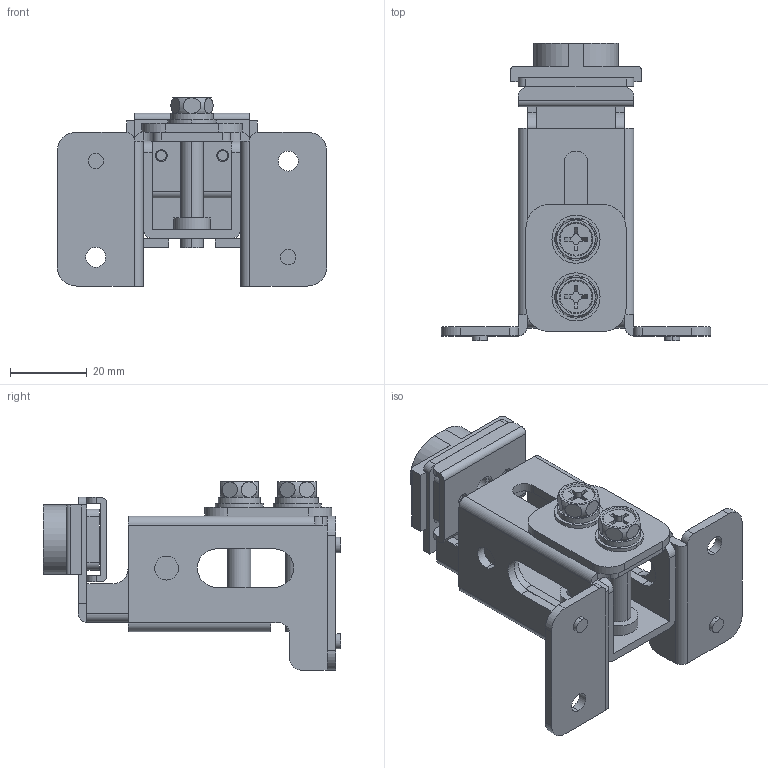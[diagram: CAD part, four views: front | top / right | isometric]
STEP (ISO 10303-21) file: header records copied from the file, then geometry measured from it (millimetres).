
FILE_DESCRIPTION (( 'STEP AP203' ), '1' );
FILE_NAME ('sone3D.STEP', '2015-01-09T05:59:50', ( '' ), ( '' ), 'SwSTEP 2.0', 'SolidWorks 2012', '' );
FILE_SCHEMA (( 'CONFIG_CONTROL_DESIGN' ));
Length unit declared in the file: millimetre
Products named in the file (11): B-76背板__B-76-4,14; B-76-11乣15僗儔僀僪僾儗乕僩__B-76-14; B-76儀乕僗__B-76-4,14; sone3D; B-76-11乣15僗僋儕儏僂僈僀僪_; B-76-11乣15僾儗乕僩僇僶乕_; B-76-11乣15僱僕僾儗乕僩_; 十字穴付六角ねじM6（平W・SW付）_首下35mm; 暯儚僢僔儍乕M6摿庩_冇12.5亊冇6亊t1.0; 僗僾儕儞僌儚僢僔儍乕M6_冇11亊冇6亊t1.6; 廫帤寠晅偒榋妏儃儖僩M6_M6亊35
Assembly tree (11 placements, depth 3):
  sone3D
    B-76儀乕僗__B-76-4,14
    B-76-11乣15僗儔僀僪僾儗乕僩__B-76-14
    B-76背板__B-76-4,14
    十字穴付六角ねじM6（平W・SW付）_首下35mm  x2
      廫帤寠晅偒榋妏儃儖僩M6_M6亊35
      僗僾儕儞僌儚僢僔儍乕M6_冇11亊冇6亊t1.6
      暯儚僢僔儍乕M6摿庩_冇12.5亊冇6亊t1.0
    B-76-11乣15僱僕僾儗乕僩_
    B-76-11乣15僾儗乕僩僇僶乕_
    B-76-11乣15僗僋儕儏僂僈僀僪_
Bounding box: 70 x 77.2 x 48.9 mm (x, y, z)
Volume: 33857.1 mm3; surface area: 33617.7 mm2
Topology: 12 solids, 12 shells, 319 faces, 781 edges, 500 vertices
Faces by surface type: plane 168, cylinder 133, torus 12, cone 6
Entity records: 9752 total; most frequent: CARTESIAN_POINT 1742, DIRECTION 1501, ORIENTED_EDGE 1362, EDGE_CURVE 681, AXIS2_PLACEMENT_3D 547, VERTEX_POINT 440, VECTOR 407, LINE 407
